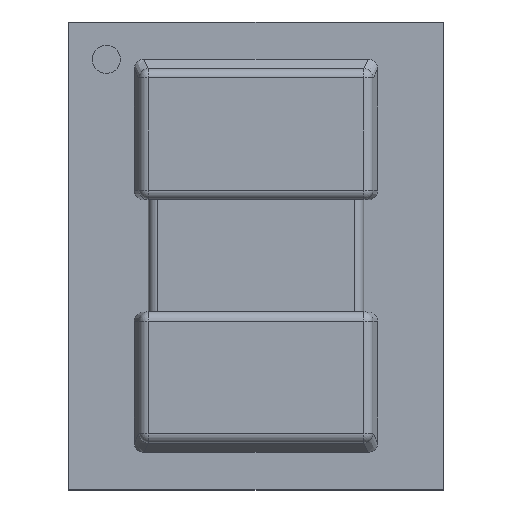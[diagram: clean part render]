
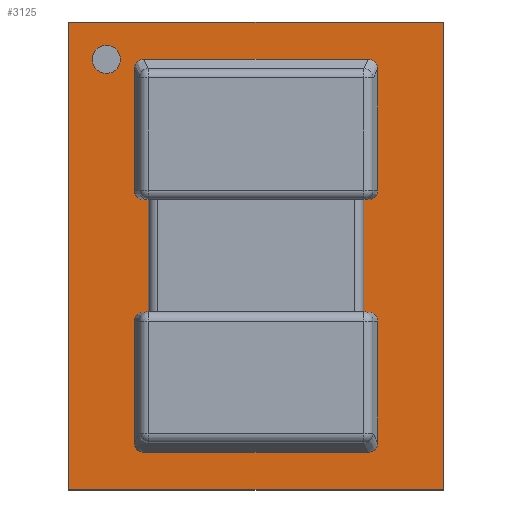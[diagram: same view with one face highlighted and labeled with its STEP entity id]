
A CAD part, top view. The second image highlights one B-rep face of the part: STEP entity #3125.
In plain terms, the highlighted face is planar.
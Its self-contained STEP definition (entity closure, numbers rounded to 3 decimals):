
#2516=DIRECTION('',(0.,0.,1.));
#2517=VECTOR('',#2516,2.5);
#2518=CARTESIAN_POINT('',(-1.,0.03,-1.25));
#2519=LINE('',#2518,#2517);
#2523=DIRECTION('',(-1.,0.,0.));
#2524=VECTOR('',#2523,2.);
#2525=CARTESIAN_POINT('',(1.,0.03,-1.25));
#2526=LINE('',#2525,#2524);
#2530=DIRECTION('',(0.,0.,-1.));
#2531=VECTOR('',#2530,2.5);
#2532=CARTESIAN_POINT('',(1.,0.03,1.25));
#2533=LINE('',#2532,#2531);
#2537=DIRECTION('',(1.,0.,0.));
#2538=VECTOR('',#2537,2.);
#2539=CARTESIAN_POINT('',(-1.,0.03,1.25));
#2540=LINE('',#2539,#2538);
#2544=DIRECTION('',(0.,0.,1.));
#2545=VECTOR('',#2544,0.65);
#2546=CARTESIAN_POINT('',(-0.65,0.03,-1.));
#2547=LINE('',#2546,#2545);
#2551=DIRECTION('',(1.,0.,0.));
#2552=VECTOR('',#2551,1.2);
#2553=CARTESIAN_POINT('',(-0.6,0.03,-0.3));
#2554=LINE('',#2553,#2552);
#2558=DIRECTION('',(0.,0.,-1.));
#2559=VECTOR('',#2558,0.65);
#2560=CARTESIAN_POINT('',(0.65,0.03,-0.35));
#2561=LINE('',#2560,#2559);
#2565=DIRECTION('',(-1.,0.,0.));
#2566=VECTOR('',#2565,1.2);
#2567=CARTESIAN_POINT('',(0.6,0.03,-1.05));
#2568=LINE('',#2567,#2566);
#2572=DIRECTION('',(0.,0.,1.));
#2573=VECTOR('',#2572,0.65);
#2574=CARTESIAN_POINT('',(0.65,0.03,0.35));
#2575=LINE('',#2574,#2573);
#2579=DIRECTION('',(1.,0.,0.));
#2580=VECTOR('',#2579,1.2);
#2581=CARTESIAN_POINT('',(-0.6,0.03,0.3));
#2582=LINE('',#2581,#2580);
#2586=DIRECTION('',(0.,0.,-1.));
#2587=VECTOR('',#2586,0.65);
#2588=CARTESIAN_POINT('',(-0.65,0.03,1.));
#2589=LINE('',#2588,#2587);
#2593=DIRECTION('',(-1.,0.,0.));
#2594=VECTOR('',#2593,1.2);
#2595=CARTESIAN_POINT('',(0.6,0.03,1.05));
#2596=LINE('',#2595,#2594);
#2600=CARTESIAN_POINT('',(-0.8,0.03,-1.05));
#2601=DIRECTION('',(0.,-1.,0.));
#2602=DIRECTION('',(1.,0.,0.));
#2603=AXIS2_PLACEMENT_3D('',#2600,#2601,#2602);
#2608=CARTESIAN_POINT('',(-0.8,0.03,-1.05));
#2609=DIRECTION('',(0.,-1.,0.));
#2610=DIRECTION('',(-1.,0.,0.));
#2611=AXIS2_PLACEMENT_3D('',#2608,#2609,#2610);
#2630=CARTESIAN_POINT('',(-0.6,0.03,-1.));
#2631=DIRECTION('',(0.,-1.,0.));
#2632=DIRECTION('',(-1.,0.,0.));
#2633=AXIS2_PLACEMENT_3D('',#2630,#2631,#2632);
#2660=CARTESIAN_POINT('',(0.6,0.03,-1.));
#2661=DIRECTION('',(0.,-1.,0.));
#2662=DIRECTION('',(0.,0.,-1.));
#2663=AXIS2_PLACEMENT_3D('',#2660,#2661,#2662);
#2690=CARTESIAN_POINT('',(0.6,0.03,-0.35));
#2691=DIRECTION('',(0.,-1.,0.));
#2692=DIRECTION('',(1.,0.,0.));
#2693=AXIS2_PLACEMENT_3D('',#2690,#2691,#2692);
#2720=CARTESIAN_POINT('',(-0.6,0.03,-0.35));
#2721=DIRECTION('',(0.,-1.,0.));
#2722=DIRECTION('',(0.,0.,1.));
#2723=AXIS2_PLACEMENT_3D('',#2720,#2721,#2722);
#2758=CARTESIAN_POINT('',(0.6,0.03,0.35));
#2759=DIRECTION('',(0.,-1.,0.));
#2760=DIRECTION('',(0.,0.,-1.));
#2761=AXIS2_PLACEMENT_3D('',#2758,#2759,#2760);
#2788=CARTESIAN_POINT('',(-0.6,0.03,0.35));
#2789=DIRECTION('',(0.,-1.,0.));
#2790=DIRECTION('',(-1.,0.,0.));
#2791=AXIS2_PLACEMENT_3D('',#2788,#2789,#2790);
#2818=CARTESIAN_POINT('',(-0.6,0.03,1.));
#2819=DIRECTION('',(0.,-1.,0.));
#2820=DIRECTION('',(0.,0.,1.));
#2821=AXIS2_PLACEMENT_3D('',#2818,#2819,#2820);
#2848=CARTESIAN_POINT('',(0.6,0.03,1.));
#2849=DIRECTION('',(0.,-1.,0.));
#2850=DIRECTION('',(1.,0.,0.));
#2851=AXIS2_PLACEMENT_3D('',#2848,#2849,#2850);
#2878=CARTESIAN_POINT('',(-1.,0.03,-1.25));
#2879=CARTESIAN_POINT('',(-1.,0.03,1.25));
#2880=VERTEX_POINT('',#2878);
#2881=VERTEX_POINT('',#2879);
#2882=CARTESIAN_POINT('',(1.,0.03,1.25));
#2883=VERTEX_POINT('',#2882);
#2884=CARTESIAN_POINT('',(1.,0.03,-1.25));
#2885=VERTEX_POINT('',#2884);
#2886=CARTESIAN_POINT('',(-0.65,0.03,-1.));
#2888=VERTEX_POINT('',#2886);
#2890=CARTESIAN_POINT('',(-0.6,0.03,-1.05));
#2892=VERTEX_POINT('',#2890);
#2894=CARTESIAN_POINT('',(-0.6,0.03,-0.3));
#2896=VERTEX_POINT('',#2894);
#2898=CARTESIAN_POINT('',(-0.65,0.03,-0.35));
#2900=VERTEX_POINT('',#2898);
#2902=CARTESIAN_POINT('',(0.65,0.03,-0.35));
#2904=VERTEX_POINT('',#2902);
#2906=CARTESIAN_POINT('',(0.6,0.03,-0.3));
#2908=VERTEX_POINT('',#2906);
#2910=CARTESIAN_POINT('',(0.6,0.03,-1.05));
#2912=VERTEX_POINT('',#2910);
#2914=CARTESIAN_POINT('',(0.65,0.03,-1.));
#2916=VERTEX_POINT('',#2914);
#2919=CARTESIAN_POINT('',(0.65,0.03,0.35));
#2921=VERTEX_POINT('',#2919);
#2923=CARTESIAN_POINT('',(0.6,0.03,0.3));
#2925=VERTEX_POINT('',#2923);
#2927=CARTESIAN_POINT('',(-0.6,0.03,0.3));
#2929=VERTEX_POINT('',#2927);
#2931=CARTESIAN_POINT('',(-0.65,0.03,0.35));
#2933=VERTEX_POINT('',#2931);
#2935=CARTESIAN_POINT('',(-0.65,0.03,1.));
#2937=VERTEX_POINT('',#2935);
#2939=CARTESIAN_POINT('',(-0.6,0.03,1.05));
#2941=VERTEX_POINT('',#2939);
#2943=CARTESIAN_POINT('',(0.6,0.03,1.05));
#2945=VERTEX_POINT('',#2943);
#2947=CARTESIAN_POINT('',(0.65,0.03,1.));
#2949=VERTEX_POINT('',#2947);
#2954=CARTESIAN_POINT('',(-0.725,0.03,-1.05));
#2955=CARTESIAN_POINT('',(-0.875,0.03,-1.05));
#2956=VERTEX_POINT('',#2954);
#2957=VERTEX_POINT('',#2955);
#3072=CARTESIAN_POINT('',(0.,0.03,0.));
#3073=DIRECTION('',(0.,1.,0.));
#3074=DIRECTION('',(1.,0.,0.));
#3075=AXIS2_PLACEMENT_3D('',#3072,#3073,#3074);
#3076=PLANE('',#3075);
#3077=ORIENTED_EDGE('',*,*,#3024,.F.);
#3078=ORIENTED_EDGE('',*,*,#3039,.F.);
#3079=ORIENTED_EDGE('',*,*,#3053,.F.);
#3080=ORIENTED_EDGE('',*,*,#3066,.F.);
#3081=EDGE_LOOP('',(#3077,#3078,#3079,#3080));
#3082=FACE_OUTER_BOUND('',#3081,.F.);
#3084=ORIENTED_EDGE('',*,*,#3083,.T.);
#3086=ORIENTED_EDGE('',*,*,#3085,.F.);
#3088=ORIENTED_EDGE('',*,*,#3087,.T.);
#3090=ORIENTED_EDGE('',*,*,#3089,.F.);
#3092=ORIENTED_EDGE('',*,*,#3091,.T.);
#3094=ORIENTED_EDGE('',*,*,#3093,.F.);
#3096=ORIENTED_EDGE('',*,*,#3095,.T.);
#3098=ORIENTED_EDGE('',*,*,#3097,.F.);
#3099=EDGE_LOOP('',(#3084,#3086,#3088,#3090,#3092,#3094,#3096,#3098));
#3100=FACE_BOUND('',#3099,.F.);
#3102=ORIENTED_EDGE('',*,*,#3101,.F.);
#3104=ORIENTED_EDGE('',*,*,#3103,.F.);
#3106=ORIENTED_EDGE('',*,*,#3105,.F.);
#3108=ORIENTED_EDGE('',*,*,#3107,.F.);
#3110=ORIENTED_EDGE('',*,*,#3109,.F.);
#3112=ORIENTED_EDGE('',*,*,#3111,.F.);
#3114=ORIENTED_EDGE('',*,*,#3113,.F.);
#3116=ORIENTED_EDGE('',*,*,#3115,.F.);
#3117=EDGE_LOOP('',(#3102,#3104,#3106,#3108,#3110,#3112,#3114,#3116));
#3118=FACE_BOUND('',#3117,.F.);
#3120=ORIENTED_EDGE('',*,*,#3119,.F.);
#3122=ORIENTED_EDGE('',*,*,#3121,.F.);
#3123=EDGE_LOOP('',(#3120,#3122));
#3124=FACE_BOUND('',#3123,.F.);
#2604=CIRCLE('',#2603,0.075);
#2612=CIRCLE('',#2611,0.075);
#2634=CIRCLE('',#2633,0.05);
#2664=CIRCLE('',#2663,0.05);
#2694=CIRCLE('',#2693,0.05);
#2724=CIRCLE('',#2723,0.05);
#2762=CIRCLE('',#2761,0.05);
#2792=CIRCLE('',#2791,0.05);
#2822=CIRCLE('',#2821,0.05);
#2852=CIRCLE('',#2851,0.05);
#3024=EDGE_CURVE('',#2880,#2881,#2519,.T.);
#3039=EDGE_CURVE('',#2885,#2880,#2526,.T.);
#3053=EDGE_CURVE('',#2883,#2885,#2533,.T.);
#3066=EDGE_CURVE('',#2881,#2883,#2540,.T.);
#3083=EDGE_CURVE('',#2888,#2900,#2547,.T.);
#3085=EDGE_CURVE('',#2896,#2900,#2724,.T.);
#3087=EDGE_CURVE('',#2896,#2908,#2554,.T.);
#3089=EDGE_CURVE('',#2904,#2908,#2694,.T.);
#3091=EDGE_CURVE('',#2904,#2916,#2561,.T.);
#3093=EDGE_CURVE('',#2912,#2916,#2664,.T.);
#3095=EDGE_CURVE('',#2912,#2892,#2568,.T.);
#3097=EDGE_CURVE('',#2888,#2892,#2634,.T.);
#3101=EDGE_CURVE('',#2921,#2949,#2575,.T.);
#3103=EDGE_CURVE('',#2925,#2921,#2762,.T.);
#3105=EDGE_CURVE('',#2929,#2925,#2582,.T.);
#3107=EDGE_CURVE('',#2933,#2929,#2792,.T.);
#3109=EDGE_CURVE('',#2937,#2933,#2589,.T.);
#3111=EDGE_CURVE('',#2941,#2937,#2822,.T.);
#3113=EDGE_CURVE('',#2945,#2941,#2596,.T.);
#3115=EDGE_CURVE('',#2949,#2945,#2852,.T.);
#3119=EDGE_CURVE('',#2956,#2957,#2604,.T.);
#3121=EDGE_CURVE('',#2957,#2956,#2612,.T.);
#3125=ADVANCED_FACE('',(#3082,#3100,#3118,#3124),#3076,.T.);
